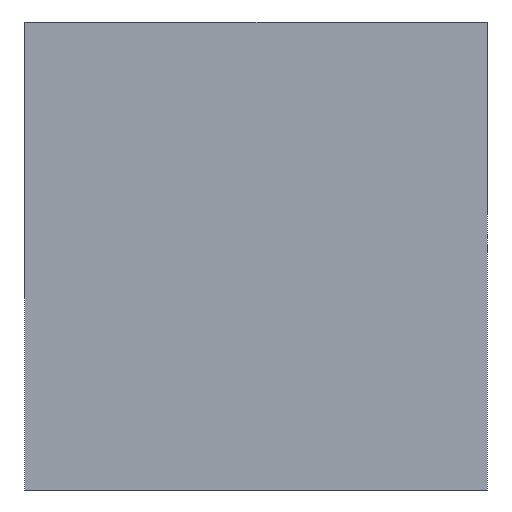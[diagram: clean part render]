
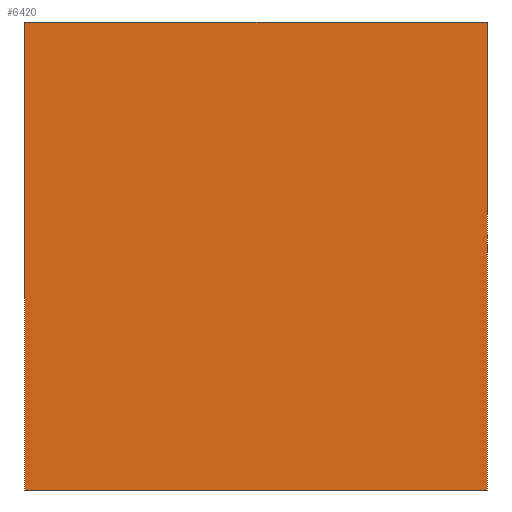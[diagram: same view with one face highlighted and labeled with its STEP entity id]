
A CAD part, left-side view. The second image highlights one B-rep face of the part: STEP entity #6420.
In plain terms, the highlighted planar face has unit normal (-1, 0, 0).
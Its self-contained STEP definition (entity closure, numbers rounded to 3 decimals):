
#266=PLANE('',#6890);
#578=FACE_OUTER_BOUND('',#898,.T.);
#898=EDGE_LOOP('',(#5738,#5739,#5740,#5741));
#1246=LINE('',#9543,#2022);
#1267=LINE('',#9597,#2043);
#1674=LINE('',#10493,#2450);
#1675=LINE('',#10495,#2451);
#2022=VECTOR('',#7606,1.);
#2043=VECTOR('',#7647,1.);
#2450=VECTOR('',#8600,1.);
#2451=VECTOR('',#8603,1.);
#2985=VERTEX_POINT('',#9540);
#2986=VERTEX_POINT('',#9542);
#3009=VERTEX_POINT('',#9596);
#3225=VERTEX_POINT('',#10491);
#3676=EDGE_CURVE('',#2985,#2986,#1246,.T.);
#3703=EDGE_CURVE('',#2986,#3009,#1267,.T.);
#4160=EDGE_CURVE('',#2985,#3225,#1674,.T.);
#4161=EDGE_CURVE('',#3009,#3225,#1675,.T.);
#5738=ORIENTED_EDGE('',*,*,#3676,.F.);
#5739=ORIENTED_EDGE('',*,*,#4160,.T.);
#5740=ORIENTED_EDGE('',*,*,#4161,.F.);
#5741=ORIENTED_EDGE('',*,*,#3703,.F.);
#6420=ADVANCED_FACE('',(#578),#266,.T.);
#6890=AXIS2_PLACEMENT_3D('',#10494,#8601,#8602);
#7606=DIRECTION('',(0.,1.,0.));
#7647=DIRECTION('',(0.,0.,1.));
#8600=DIRECTION('',(0.,0.,1.));
#8601=DIRECTION('center_axis',(-1.,0.,0.));
#8602=DIRECTION('ref_axis',(0.,-1.,0.));
#8603=DIRECTION('',(0.,-1.,0.));
#9540=CARTESIAN_POINT('',(0.,0.,0.));
#9542=CARTESIAN_POINT('',(0.,43.5,0.));
#9543=CARTESIAN_POINT('',(0.,0.,0.));
#9596=CARTESIAN_POINT('',(0.,43.5,44.));
#9597=CARTESIAN_POINT('',(0.,43.5,0.));
#10491=CARTESIAN_POINT('',(0.,0.,44.));
#10493=CARTESIAN_POINT('',(0.,0.,0.));
#10494=CARTESIAN_POINT('Origin',(0.,43.5,0.));
#10495=CARTESIAN_POINT('',(0.,0.,44.));
